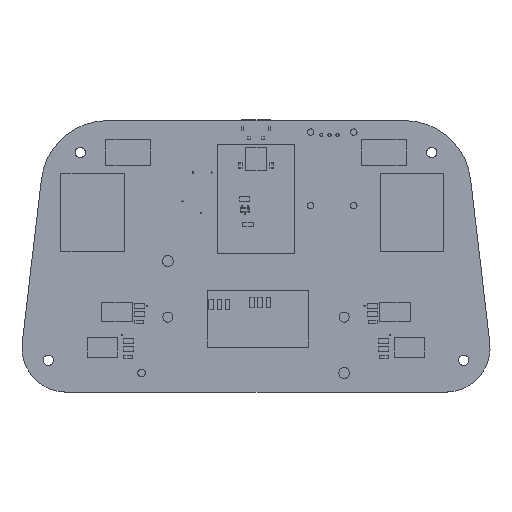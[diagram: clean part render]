
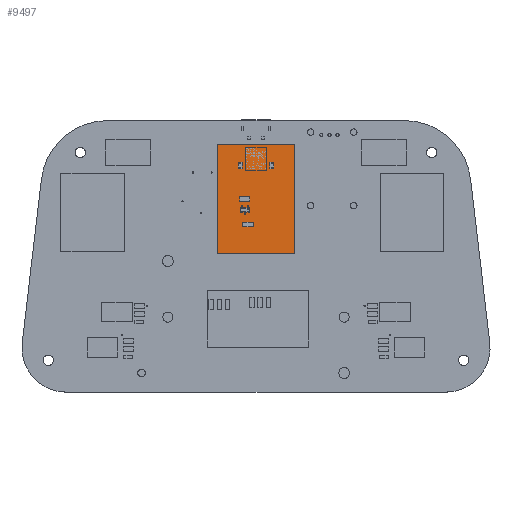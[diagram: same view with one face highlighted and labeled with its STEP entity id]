
A CAD part, top view. The second image highlights one B-rep face of the part: STEP entity #9497.
In plain terms, the highlighted planar face has unit normal (0, 0, 1).
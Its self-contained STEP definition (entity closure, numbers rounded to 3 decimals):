
#731=PLANE('',#10433);
#1138=FACE_OUTER_BOUND('',#1875,.T.);
#1875=EDGE_LOOP('',(#7335,#7336,#7337,#7338));
#2426=LINE('',#14282,#3297);
#2429=LINE('',#14288,#3300);
#2432=LINE('',#14294,#3303);
#2435=LINE('',#14298,#3306);
#3297=VECTOR('',#11877,10.);
#3300=VECTOR('',#11882,10.);
#3303=VECTOR('',#11887,10.);
#3306=VECTOR('',#11892,10.);
#4572=VERTEX_POINT('',#14279);
#4573=VERTEX_POINT('',#14281);
#4575=VERTEX_POINT('',#14287);
#4577=VERTEX_POINT('',#14293);
#5574=EDGE_CURVE('',#4573,#4572,#2426,.T.);
#5577=EDGE_CURVE('',#4575,#4573,#2429,.T.);
#5580=EDGE_CURVE('',#4577,#4575,#2432,.T.);
#5583=EDGE_CURVE('',#4572,#4577,#2435,.T.);
#7335=ORIENTED_EDGE('',*,*,#5583,.T.);
#7336=ORIENTED_EDGE('',*,*,#5580,.T.);
#7337=ORIENTED_EDGE('',*,*,#5577,.T.);
#7338=ORIENTED_EDGE('',*,*,#5574,.T.);
#9497=ADVANCED_FACE('',(#1138),#731,.T.);
#10433=AXIS2_PLACEMENT_3D('',#14299,#11893,#11894);
#11877=DIRECTION('',(-1.,0.,0.));
#11882=DIRECTION('',(0.,1.,0.));
#11887=DIRECTION('',(1.,0.,0.));
#11892=DIRECTION('',(0.,-1.,0.));
#11893=DIRECTION('center_axis',(0.,0.,1.));
#11894=DIRECTION('ref_axis',(1.,0.,0.));
#14279=CARTESIAN_POINT('',(-12.192,12.192,0.1));
#14281=CARTESIAN_POINT('',(22.098,12.192,0.1));
#14282=CARTESIAN_POINT('',(22.098,12.192,0.1));
#14287=CARTESIAN_POINT('',(22.098,-12.192,0.1));
#14288=CARTESIAN_POINT('',(22.098,-12.192,0.1));
#14293=CARTESIAN_POINT('',(-12.192,-12.192,0.1));
#14294=CARTESIAN_POINT('',(-12.192,-12.192,0.1));
#14298=CARTESIAN_POINT('',(-12.192,12.192,0.1));
#14299=CARTESIAN_POINT('Origin',(4.953,0.,0.1));
